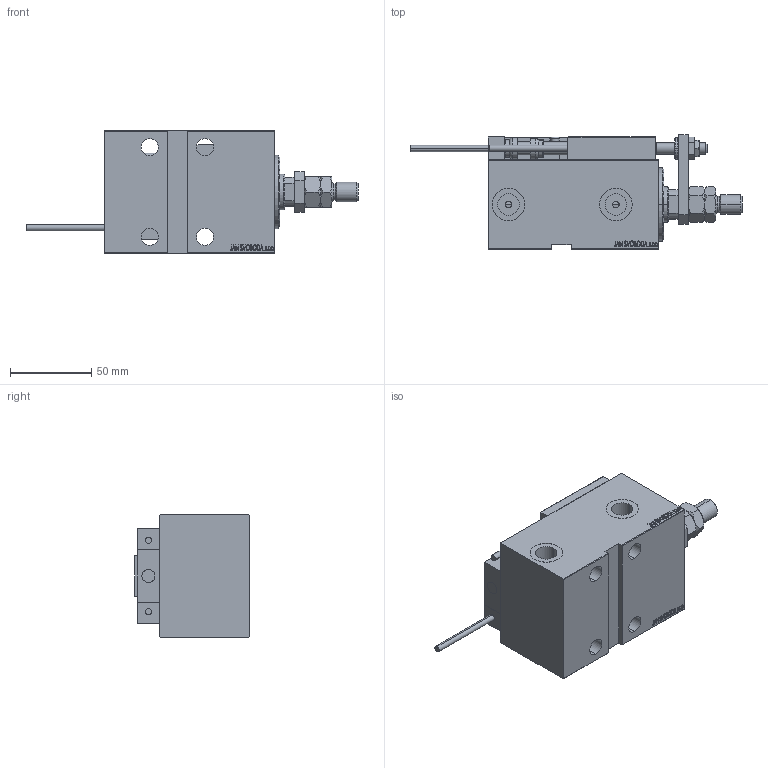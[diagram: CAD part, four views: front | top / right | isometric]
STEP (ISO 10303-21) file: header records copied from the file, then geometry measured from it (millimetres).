
FILE_DESCRIPTION (( 'STEP AP203' ), '1' );
FILE_NAME ('0221.STEP', '2024-02-12T15:30:22', ( '' ), ( '' ), 'SwSTEP 2.0', 'SolidWorks 2019', '' );
FILE_SCHEMA (( 'CONFIG_CONTROL_DESIGN' ));
Length unit declared in the file: millimetre
Products named in the file (17): ALLEN BOLT D8 52d746149a5cc7636063ab58cc607f6e; KONCOVKA 52d746149a5cc7636063ab58cc607f6e; 0221; SWITCH_X_FRONT_BACK 52d746149a5cc7636063ab58cc607f6e; V450CM_E_VCP 52d746149a5cc7636063ab58cc607f6e; V450CM_VC_B 52d746149a5cc7636063ab58cc607f6e; NUT_D10 52d746149a5cc7636063ab58cc607f6e; NUT_D12 52d746149a5cc7636063ab58cc607f6e; MAGNET 52d746149a5cc7636063ab58cc607f6e; Block 52d746149a5cc7636063ab58cc607f6e; SWITCH X 52d746149a5cc7636063ab58cc607f6e; TYC_L79 52d746149a5cc7636063ab58cc607f6e; X_Y_MTA 52d746149a5cc7636063ab58cc607f6e; SWITCH DIM B,W 52d746149a5cc7636063ab58cc607f6e; V450CM_E_Body 52d746149a5cc7636063ab58cc607f6e; ALLEN BOLT D5 52d746149a5cc7636063ab58cc607f6e; ZARAZKA 52d746149a5cc7636063ab58cc607f6e
Assembly tree (26 placements, depth 3):
  0221
    V450CM_E_Body 52d746149a5cc7636063ab58cc607f6e
    V450CM_E_VCP 52d746149a5cc7636063ab58cc607f6e
    V450CM_VC_B 52d746149a5cc7636063ab58cc607f6e
    SWITCH X 52d746149a5cc7636063ab58cc607f6e
      SWITCH_X_FRONT_BACK 52d746149a5cc7636063ab58cc607f6e  x2
      TYC_L79 52d746149a5cc7636063ab58cc607f6e
      Block 52d746149a5cc7636063ab58cc607f6e  x2
      ALLEN BOLT D5 52d746149a5cc7636063ab58cc607f6e  x4
      ALLEN BOLT D8 52d746149a5cc7636063ab58cc607f6e  x4
      MAGNET 52d746149a5cc7636063ab58cc607f6e  x2
      KONCOVKA 52d746149a5cc7636063ab58cc607f6e  x2
    SWITCH DIM B,W 52d746149a5cc7636063ab58cc607f6e
    ZARAZKA 52d746149a5cc7636063ab58cc607f6e
    NUT_D10 52d746149a5cc7636063ab58cc607f6e
    NUT_D12 52d746149a5cc7636063ab58cc607f6e
    X_Y_MTA 52d746149a5cc7636063ab58cc607f6e
Bounding box: 204 x 70.5 x 75 mm (x, y, z)
Volume: 443265.8 mm3; surface area: 98809.1 mm2
Topology: 25 solids, 25 shells, 1339 faces, 3196 edges, 2032 vertices
Faces by surface type: plane 584, bspline 380, cylinder 184, cone 141, torus 46, sphere 4
Entity records: 51666 total; most frequent: CARTESIAN_POINT 26042, ORIENTED_EDGE 5412, DIRECTION 3667, EDGE_CURVE 2706, VERTEX_POINT 1756, LINE 1529, VECTOR 1529, EDGE_LOOP 1248
